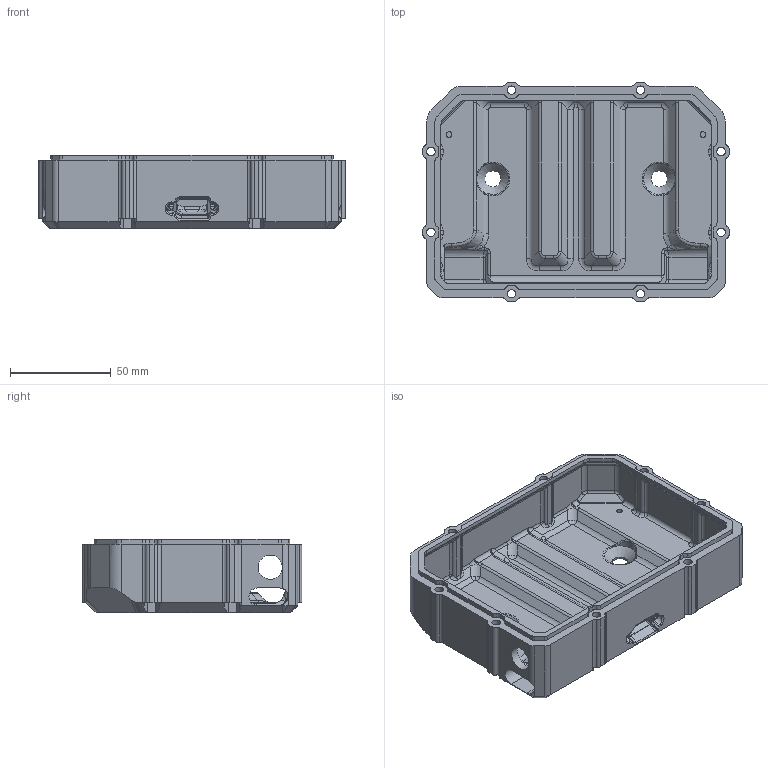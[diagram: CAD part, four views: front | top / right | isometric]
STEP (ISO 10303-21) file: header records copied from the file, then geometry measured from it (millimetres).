
FILE_DESCRIPTION(('HOOPS Exchange Step'),'2;1');
FILE_NAME('temp_export','2021-11-08T14:56:47-05:00',('poastoast'),('Shapr3D Limited'),'HOOPS Exchange 2021.1','Shapr3D','Authorized');
FILE_SCHEMA( ('AP203_CONFIGURATION_CONTROLLED_3D_DESIGN_OF_MECHANICAL_PARTS_AND_ASSEMBLIES_MIM_LF') );
Length unit declared in the file: millimetre
Products named in the file (1): 98615892-F4E6-4CE7-8930-C53559A022C3.tmp
Bounding box: 152 x 109 x 36.4 mm (x, y, z)
Volume: 152814.9 mm3; surface area: 66057.2 mm2
Topology: 1 solids, 1 shells, 841 faces, 2216 edges, 1328 vertices
Faces by surface type: cylinder 336, plane 237, bspline 202, sphere 38, torus 16, cone 12
Full cylindrical faces by diameter (mm): 2.6 x2, 2.8 x2, 4.2 x8, 8 x2, 12 x2
Entity records: 53864 total; most frequent: CARTESIAN_POINT 33708, ORIENTED_EDGE 4328, DIRECTION 4150, EDGE_CURVE 2164, AXIS2_PLACEMENT_3D 1594, VERTEX_POINT 1328, VECTOR 962, LINE 962
